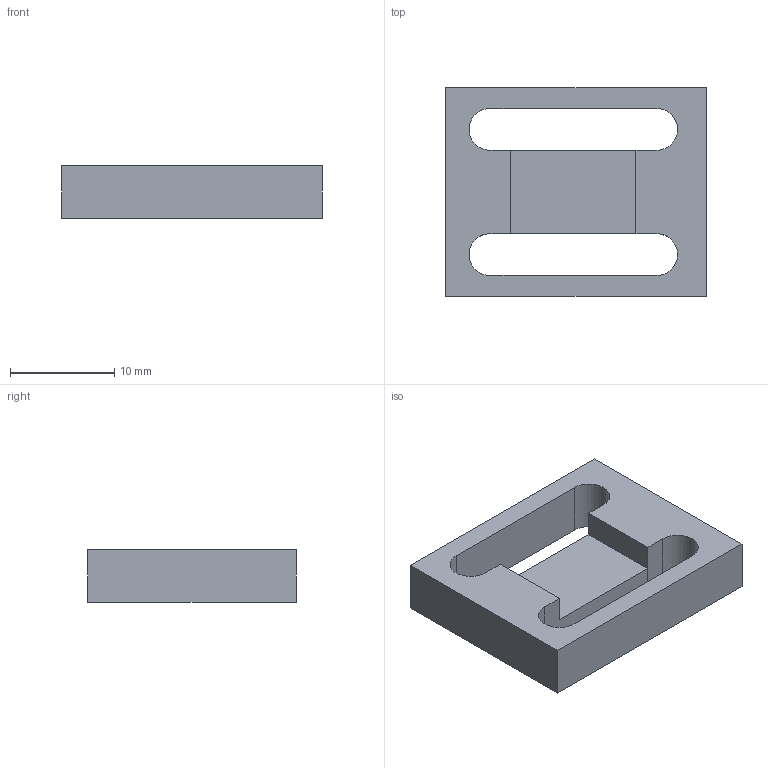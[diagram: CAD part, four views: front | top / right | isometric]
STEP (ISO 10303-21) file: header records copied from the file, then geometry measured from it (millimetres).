
FILE_DESCRIPTION(('produced by SPATIAL CORP'),'2;1');
FILE_NAME('base.hh.sat.stp', '2002-04-12T11:47:47+00:00',('SPATIAL CORP'),('SPATIAL CORP'), 'ACIS STEP Husk','http://www.spatial.com','SPATIAL CORP');
FILE_SCHEMA(('CONFIG_CONTROL_DESIGN'));
Length unit declared in the file: millimetre
Products named in the file (1): PRODUCT_ID_1
Bounding box: 25 x 20 x 5 mm (x, y, z)
Volume: 1494.3 mm3; surface area: 1569.4 mm2
Topology: 1 solids, 1 shells, 19 faces, 52 edges, 34 vertices
Faces by surface type: plane 15, cylinder 4
Entity records: 681 total; most frequent: ORIENTED_EDGE 104, CARTESIAN_POINT 103, DIRECTION 94, EDGE_CURVE 52, VECTOR 44, LINE 44, VERTEX_POINT 34, AXIS2_PLACEMENT_3D 25
